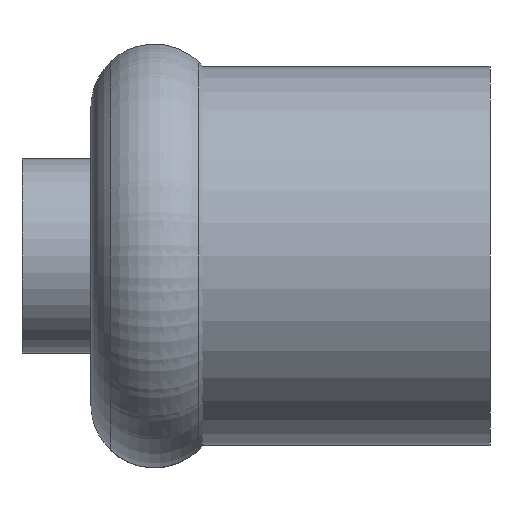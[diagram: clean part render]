
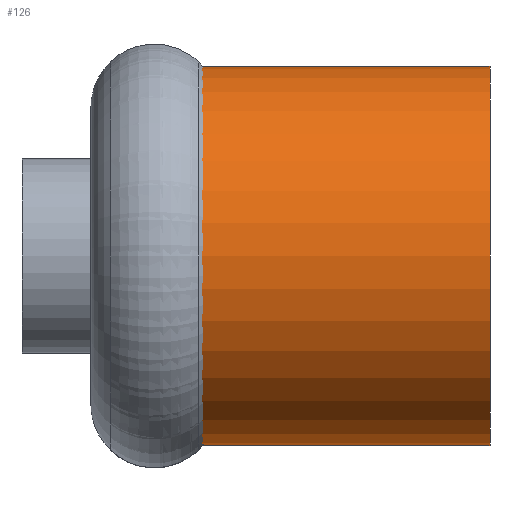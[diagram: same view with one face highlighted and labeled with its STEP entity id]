
A CAD part, left-side view. The second image highlights one B-rep face of the part: STEP entity #126.
In plain terms, the highlighted cylindrical face has radius 21.5 mm (diameter 43 mm), a full revolution.
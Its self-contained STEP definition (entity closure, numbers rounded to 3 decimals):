
#99=CYLINDRICAL_SURFACE('',#469,21.5);
#126=ADVANCED_FACE('',(#156,#157),#99,.T.);
#156=FACE_BOUND('',#189,.T.);
#157=FACE_BOUND('',#190,.T.);
#189=EDGE_LOOP('',(#256));
#190=EDGE_LOOP('',(#257));
#208=CIRCLE('',#455,21.5);
#213=CIRCLE('',#467,21.5);
#256=ORIENTED_EDGE('',*,*,#380,.T.);
#257=ORIENTED_EDGE('',*,*,#359,.F.);
#324=VERTEX_POINT('',#591);
#343=VERTEX_POINT('',#666);
#359=EDGE_CURVE('',#324,#324,#208,.T.);
#380=EDGE_CURVE('',#343,#343,#213,.T.);
#455=AXIS2_PLACEMENT_3D('',#590,#497,#498);
#467=AXIS2_PLACEMENT_3D('',#665,#529,#530);
#469=AXIS2_PLACEMENT_3D('',#670,#535,#536);
#497=DIRECTION('',(0.,-1.,0.));
#498=DIRECTION('',(0.,0.,-1.));
#529=DIRECTION('',(0.,-1.,0.));
#530=DIRECTION('',(0.,0.,-1.));
#535=DIRECTION('',(0.,-1.,0.));
#536=DIRECTION('',(0.,0.,-1.));
#590=CARTESIAN_POINT('',(106.,50.75,0.));
#591=CARTESIAN_POINT('',(106.,50.75,-21.5));
#665=CARTESIAN_POINT('',(106.,83.75,0.));
#666=CARTESIAN_POINT('',(106.,83.75,-21.5));
#670=CARTESIAN_POINT('',(106.,41.75,0.));
